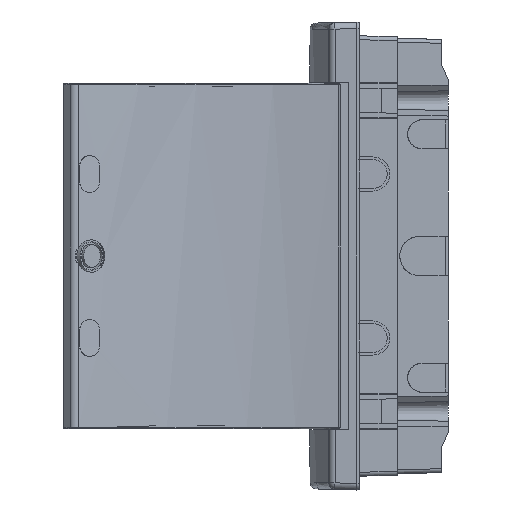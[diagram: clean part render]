
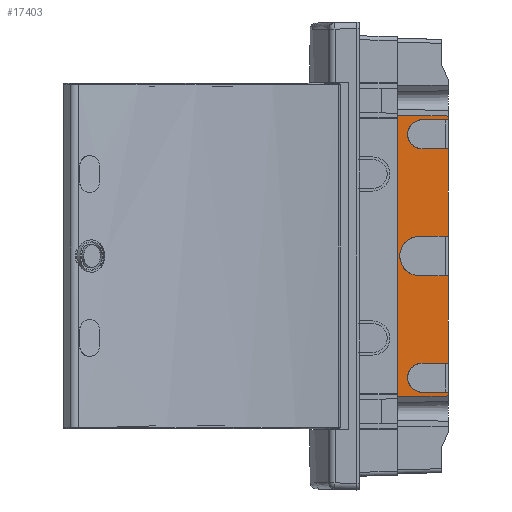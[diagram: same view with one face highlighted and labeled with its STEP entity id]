
A CAD part, left-side view. The second image highlights one B-rep face of the part: STEP entity #17403.
In plain terms, the highlighted planar face has unit normal (-1, -0.018, 0).
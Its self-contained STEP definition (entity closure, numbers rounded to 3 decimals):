
#547=(
BOUNDED_CURVE()
B_SPLINE_CURVE(3,(#25294,#25295,#25296,#25297),.UNSPECIFIED.,.F.,.F.)
B_SPLINE_CURVE_WITH_KNOTS((4,4),(4.712,7.854),
 .UNSPECIFIED.)
CURVE()
GEOMETRIC_REPRESENTATION_ITEM()
RATIONAL_B_SPLINE_CURVE((1.,0.333,0.333,1.))
REPRESENTATION_ITEM('')
);
#548=(
BOUNDED_CURVE()
B_SPLINE_CURVE(3,(#25305,#25306,#25307,#25308),.UNSPECIFIED.,.F.,.F.)
B_SPLINE_CURVE_WITH_KNOTS((4,4),(4.712,7.854),
 .UNSPECIFIED.)
CURVE()
GEOMETRIC_REPRESENTATION_ITEM()
RATIONAL_B_SPLINE_CURVE((1.,0.333,0.333,1.))
REPRESENTATION_ITEM('')
);
#549=(
BOUNDED_CURVE()
B_SPLINE_CURVE(3,(#25313,#25314,#25315,#25316),.UNSPECIFIED.,.F.,.F.)
B_SPLINE_CURVE_WITH_KNOTS((4,4),(4.712,7.854),
 .UNSPECIFIED.)
CURVE()
GEOMETRIC_REPRESENTATION_ITEM()
RATIONAL_B_SPLINE_CURVE((1.,0.333,0.333,1.))
REPRESENTATION_ITEM('')
);
#2358=ORIENTED_EDGE('',*,*,#6208,.F.);
#2359=ORIENTED_EDGE('',*,*,#6209,.F.);
#2360=ORIENTED_EDGE('',*,*,#5464,.F.);
#2361=ORIENTED_EDGE('',*,*,#6210,.F.);
#2362=ORIENTED_EDGE('',*,*,#5714,.T.);
#2363=ORIENTED_EDGE('',*,*,#6211,.T.);
#2364=ORIENTED_EDGE('',*,*,#5432,.T.);
#2365=ORIENTED_EDGE('',*,*,#6212,.T.);
#2366=ORIENTED_EDGE('',*,*,#6213,.T.);
#2367=ORIENTED_EDGE('',*,*,#6214,.T.);
#2368=ORIENTED_EDGE('',*,*,#5472,.T.);
#2369=ORIENTED_EDGE('',*,*,#6215,.T.);
#2370=ORIENTED_EDGE('',*,*,#6216,.F.);
#2371=ORIENTED_EDGE('',*,*,#6217,.F.);
#2372=ORIENTED_EDGE('',*,*,#5468,.F.);
#2373=ORIENTED_EDGE('',*,*,#6218,.F.);
#5432=EDGE_CURVE('',#7621,#7620,#9104,.T.);
#5464=EDGE_CURVE('',#7652,#7653,#9132,.T.);
#5468=EDGE_CURVE('',#7656,#7657,#9136,.T.);
#5472=EDGE_CURVE('',#7661,#7660,#9140,.T.);
#5714=EDGE_CURVE('',#7888,#7887,#9313,.T.);
#6208=EDGE_CURVE('',#8194,#8195,#547,.T.);
#6209=EDGE_CURVE('',#7653,#8194,#9709,.T.);
#6210=EDGE_CURVE('',#7888,#7652,#9710,.T.);
#6211=EDGE_CURVE('',#7887,#7621,#9711,.T.);
#6212=EDGE_CURVE('',#7620,#8196,#9712,.T.);
#6213=EDGE_CURVE('',#8196,#8197,#548,.T.);
#6214=EDGE_CURVE('',#8197,#7661,#9713,.T.);
#6215=EDGE_CURVE('',#7660,#8198,#9714,.T.);
#6216=EDGE_CURVE('',#8199,#8198,#549,.T.);
#6217=EDGE_CURVE('',#7657,#8199,#9715,.T.);
#6218=EDGE_CURVE('',#8195,#7656,#9716,.T.);
#7620=VERTEX_POINT('',#23501);
#7621=VERTEX_POINT('',#23503);
#7652=VERTEX_POINT('',#23565);
#7653=VERTEX_POINT('',#23567);
#7656=VERTEX_POINT('',#23573);
#7657=VERTEX_POINT('',#23575);
#7660=VERTEX_POINT('',#23581);
#7661=VERTEX_POINT('',#23583);
#7887=VERTEX_POINT('',#24173);
#7888=VERTEX_POINT('',#24175);
#8194=VERTEX_POINT('',#25298);
#8195=VERTEX_POINT('',#25299);
#8196=VERTEX_POINT('',#25304);
#8197=VERTEX_POINT('',#25309);
#8198=VERTEX_POINT('',#25312);
#8199=VERTEX_POINT('',#25317);
#9104=LINE('',#23502,#10657);
#9132=LINE('',#23566,#10685);
#9136=LINE('',#23574,#10689);
#9140=LINE('',#23582,#10693);
#9313=LINE('',#24174,#10866);
#9709=LINE('',#25300,#11262);
#9710=LINE('',#25301,#11263);
#9711=LINE('',#25302,#11264);
#9712=LINE('',#25303,#11265);
#9713=LINE('',#25310,#11266);
#9714=LINE('',#25311,#11267);
#9715=LINE('',#25318,#11268);
#9716=LINE('',#25319,#11269);
#10657=VECTOR('',#19392,1000.);
#10685=VECTOR('',#19428,1000.);
#10689=VECTOR('',#19432,1000.);
#10693=VECTOR('',#19436,1000.);
#10866=VECTOR('',#19697,1000.);
#11262=VECTOR('',#20561,1000.);
#11263=VECTOR('',#20562,1000.);
#11264=VECTOR('',#20563,1000.);
#11265=VECTOR('',#20564,1000.);
#11266=VECTOR('',#20565,1000.);
#11267=VECTOR('',#20566,1000.);
#11268=VECTOR('',#20567,1000.);
#11269=VECTOR('',#20568,1000.);
#12392=EDGE_LOOP('',(#2358,#2359,#2360,#2361,#2362,#2363,#2364,#2365,#2366,
#2367,#2368,#2369,#2370,#2371,#2372,#2373));
#13331=FACE_BOUND('',#12392,.T.);
#14208=PLANE('',#18345);
#17403=ADVANCED_FACE('',(#13331),#14208,.T.);
#18345=AXIS2_PLACEMENT_3D('',#25293,#20559,#20560);
#19392=DIRECTION('',(0.,0.,1.));
#19428=DIRECTION('',(0.,0.,-1.));
#19432=DIRECTION('',(0.,0.,-1.));
#19436=DIRECTION('',(0.,0.,1.));
#19697=DIRECTION('',(0.,0.,-1.));
#20559=DIRECTION('',(-1.,-0.017,0.));
#20560=DIRECTION('',(-0.017,1.,0.));
#20561=DIRECTION('',(-0.017,1.,0.));
#20562=DIRECTION('',(0.017,-1.,-0.012));
#20563=DIRECTION('',(0.017,-1.,0.012));
#20564=DIRECTION('',(-0.017,1.,0.));
#20565=DIRECTION('',(0.017,-1.,0.));
#20566=DIRECTION('',(-0.017,1.,0.));
#20567=DIRECTION('',(-0.017,1.,0.));
#20568=DIRECTION('',(0.017,-1.,0.));
#23501=CARTESIAN_POINT('',(-128.773,0.,-103.8));
#23502=CARTESIAN_POINT('',(-128.773,0.,-178.37));
#23503=CARTESIAN_POINT('',(-128.773,0.,-106.702));
#23565=CARTESIAN_POINT('',(-128.773,0.,106.702));
#23566=CARTESIAN_POINT('',(-128.773,0.,178.37));
#23567=CARTESIAN_POINT('',(-128.773,0.,103.8));
#23573=CARTESIAN_POINT('',(-128.773,0.,81.8));
#23574=CARTESIAN_POINT('',(-128.773,0.,178.37));
#23575=CARTESIAN_POINT('',(-128.773,0.,15.));
#23581=CARTESIAN_POINT('',(-128.773,0.,-15.));
#23582=CARTESIAN_POINT('',(-128.773,0.,-178.37));
#23583=CARTESIAN_POINT('',(-128.773,0.,-81.8));
#24173=CARTESIAN_POINT('',(-129.45,38.8,-107.184));
#24174=CARTESIAN_POINT('',(-129.45,38.8,178.37));
#24175=CARTESIAN_POINT('',(-129.45,38.8,107.184));
#25293=CARTESIAN_POINT('',(-129.45,38.8,178.37));
#25294=CARTESIAN_POINT('',(-129.122,20.,103.8));
#25295=CARTESIAN_POINT('',(-129.506,42.,103.8));
#25296=CARTESIAN_POINT('',(-129.506,42.,81.8));
#25297=CARTESIAN_POINT('',(-129.122,20.,81.8));
#25298=CARTESIAN_POINT('',(-129.122,20.,103.8));
#25299=CARTESIAN_POINT('',(-129.122,20.,81.8));
#25300=CARTESIAN_POINT('',(-129.45,38.8,103.8));
#25301=CARTESIAN_POINT('',(-129.465,39.683,107.195));
#25302=CARTESIAN_POINT('',(-129.465,39.683,-107.195));
#25303=CARTESIAN_POINT('',(-129.45,38.8,-103.8));
#25304=CARTESIAN_POINT('',(-129.122,20.,-103.8));
#25305=CARTESIAN_POINT('',(-129.122,20.,-103.8));
#25306=CARTESIAN_POINT('',(-129.506,42.,-103.8));
#25307=CARTESIAN_POINT('',(-129.506,42.,-81.8));
#25308=CARTESIAN_POINT('',(-129.122,20.,-81.8));
#25309=CARTESIAN_POINT('',(-129.122,20.,-81.8));
#25310=CARTESIAN_POINT('',(-129.45,38.8,-81.8));
#25311=CARTESIAN_POINT('',(-129.45,38.8,-15.));
#25312=CARTESIAN_POINT('',(-129.157,22.,-15.));
#25313=CARTESIAN_POINT('',(-129.157,22.,15.));
#25314=CARTESIAN_POINT('',(-129.68,52.,15.));
#25315=CARTESIAN_POINT('',(-129.68,52.,-15.));
#25316=CARTESIAN_POINT('',(-129.157,22.,-15.));
#25317=CARTESIAN_POINT('',(-129.157,22.,15.));
#25318=CARTESIAN_POINT('',(-129.45,38.8,15.));
#25319=CARTESIAN_POINT('',(-129.45,38.8,81.8));
